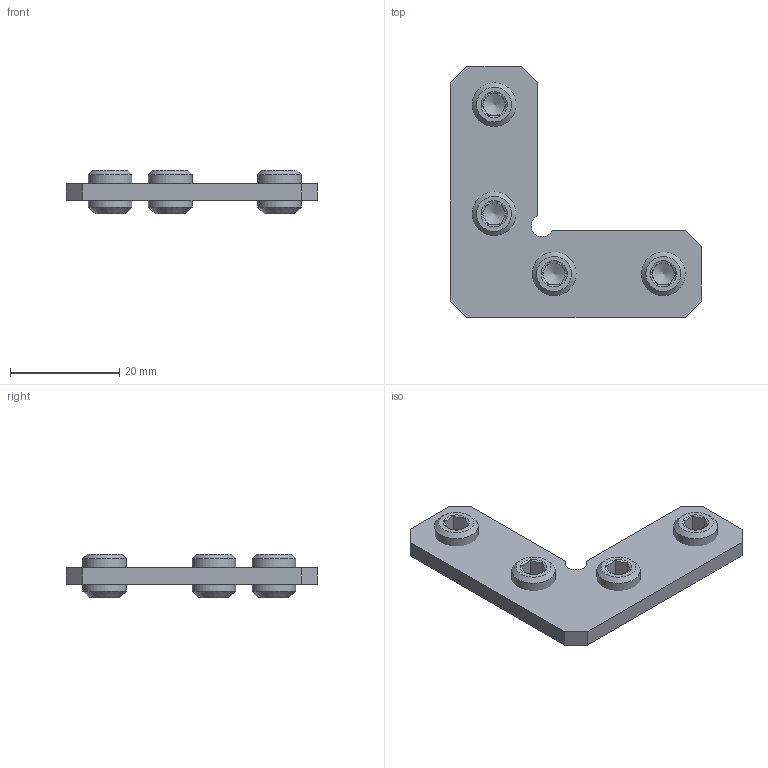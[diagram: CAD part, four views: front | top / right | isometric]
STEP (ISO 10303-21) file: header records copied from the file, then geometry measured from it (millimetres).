
FILE_DESCRIPTION(/* description */ ('STEP AP214'),/* implementation_level */ '2;1');
FILE_NAME(/* name */ '1007741.stp',/* time_stamp */ '2024-05-07T11:08:06+02:00',/* author */ ('b.steehouwer'),/* organization */ ('CADENAS'),/* preprocessor_version */ 'ST-DEVELOPER v18.1',/* originating_system */ 'Autodesk Inventor 2021',/* authorisation */ ' ');
FILE_SCHEMA (('AUTOMOTIVE_DESIGN { 1 0 10303 214 3 1 1 }'));
Length unit declared in the file: millimetre
Products named in the file (6): 1007741; 1007741-1; 1007741-2; 1007741-3; 1007741-4; 1007741-5
Assembly tree (5 placements, depth 2):
  1007741
    1007741-1
    1007741-2
    1007741-3
    1007741-4
    1007741-5
Bounding box: 46 x 46 x 8 mm (x, y, z)
Volume: 4329.4 mm3; surface area: 4261.8 mm2
Topology: 5 solids, 5 shells, 94 faces, 220 edges, 136 vertices
Faces by surface type: plane 69, cone 16, cylinder 9
Full cylindrical faces by diameter (mm): 6.647 x4, 8 x4
Entity records: 2859 total; most frequent: CARTESIAN_POINT 505, DIRECTION 464, ORIENTED_EDGE 432, EDGE_CURVE 216, AXIS2_PLACEMENT_3D 167, VERTEX_POINT 136, LINE 130, VECTOR 130
